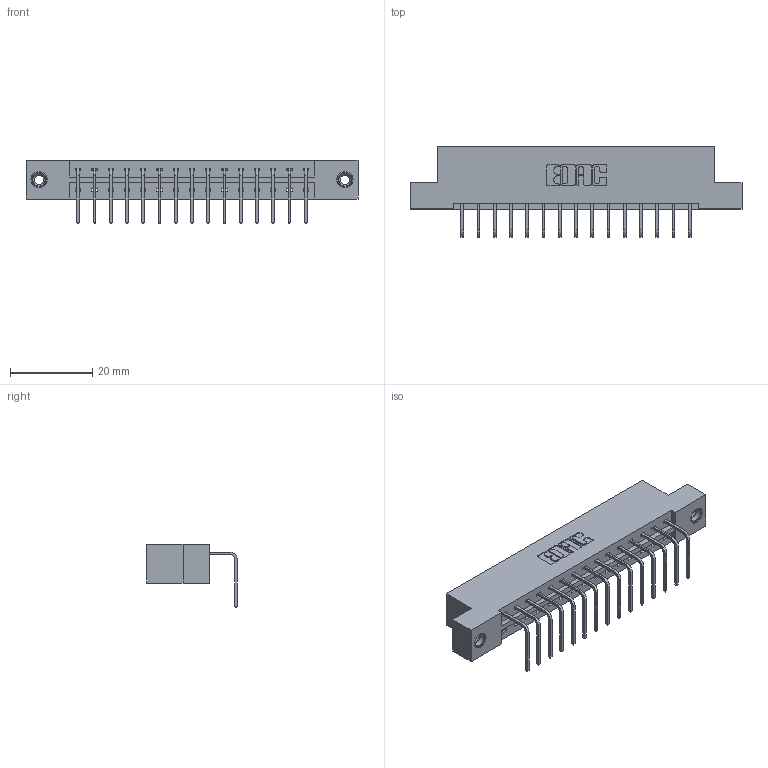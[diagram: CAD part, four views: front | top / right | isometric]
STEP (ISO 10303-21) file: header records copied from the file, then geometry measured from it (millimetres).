
FILE_DESCRIPTION (( 'STEP AP203' ), '1' );
FILE_NAME ('833-015-558-108.STEP', '2020-05-31T16:22:36', ( '' ), ( '' ), 'SwSTEP 2.0', 'SolidWorks 2020', '' );
FILE_SCHEMA (( 'CONFIG_CONTROL_DESIGN' ));
Length unit declared in the file: inch
Products named in the file (4): 833 Part_Flush - .156 Dia - TI; 345-250-001_345-250-003-102; 833-015-558-108; 345-292-001_558 Tail - 2
Assembly tree (18 placements, depth 2):
  833-015-558-108
    833 Part_Flush - .156 Dia - TI
    345-292-001_558 Tail - 2  x15
    345-250-001_345-250-003-102  x2
Bounding box: 80.98 x 22.17 x 15.37 mm (x, y, z)
Volume: 7959.7 mm3; surface area: 8767.8 mm2
Topology: 18 solids, 18 shells, 1074 faces, 3177 edges, 2090 vertices
Faces by surface type: plane 762, cylinder 296, cone 12, torus 4
Entity records: 13932 total; most frequent: CARTESIAN_POINT 2390, ORIENTED_EDGE 2334, DIRECTION 2103, EDGE_CURVE 1167, VECTOR 1019, LINE 1019, VERTEX_POINT 772, AXIS2_PLACEMENT_3D 542
